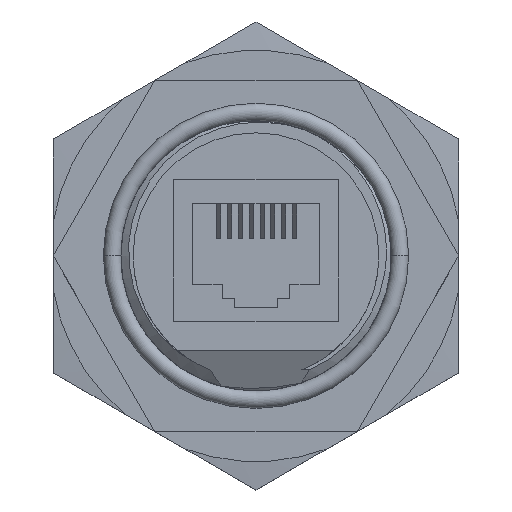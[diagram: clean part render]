
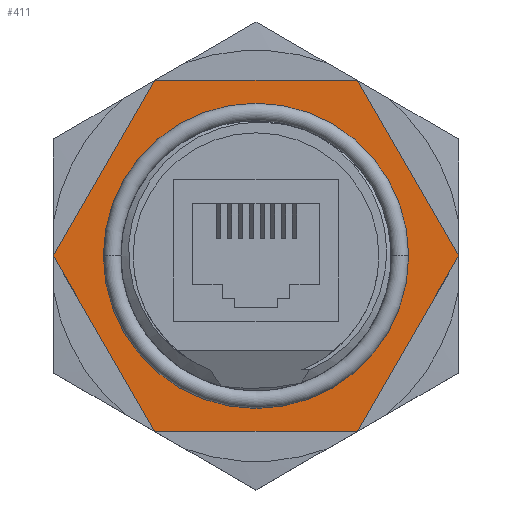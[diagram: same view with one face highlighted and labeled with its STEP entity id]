
A CAD part, top view. The second image highlights one B-rep face of the part: STEP entity #411.
In plain terms, the highlighted planar face has unit normal (0, 0, 1).
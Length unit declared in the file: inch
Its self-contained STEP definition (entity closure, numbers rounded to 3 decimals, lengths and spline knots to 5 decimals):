
#397 = ORIENTED_EDGE ( 'NONE', *, *, #524, .T. ) ;
#403 = EDGE_CURVE ( 'NONE', #462, #464, #4961, .T. ) ;
#410 = ORIENTED_EDGE ( 'NONE', *, *, #576, .T. ) ;
#411 = ADVANCED_FACE ( 'NONE', ( #5089, #5085 ), #5106, .F. ) ;
#431 = EDGE_CURVE ( 'NONE', #467, #462, #5057, .T. ) ;
#462 = VERTEX_POINT ( 'NONE', #5064 ) ;
#464 = VERTEX_POINT ( 'NONE', #5140 ) ;
#467 = VERTEX_POINT ( 'NONE', #5148 ) ;
#487 = VERTEX_POINT ( 'NONE', #5499 ) ;
#496 = VERTEX_POINT ( 'NONE', #5606 ) ;
#502 = EDGE_CURVE ( 'NONE', #496, #487, #5375, .T. ) ;
#524 = EDGE_CURVE ( 'NONE', #487, #467, #5407, .T. ) ;
#528 = ORIENTED_EDGE ( 'NONE', *, *, #502, .T. ) ;
#532 = ORIENTED_EDGE ( 'NONE', *, *, #2011, .F. ) ;
#545 = EDGE_CURVE ( 'NONE', #2025, #2099, #5502, .T. ) ;
#548 = EDGE_LOOP ( 'NONE', ( #553, #532 ) ) ;
#551 = ORIENTED_EDGE ( 'NONE', *, *, #431, .T. ) ;
#553 = ORIENTED_EDGE ( 'NONE', *, *, #545, .F. ) ;
#554 = ORIENTED_EDGE ( 'NONE', *, *, #403, .T. ) ;
#568 = EDGE_LOOP ( 'NONE', ( #598, #410, #528, #397, #551, #554 ) ) ;
#574 = VERTEX_POINT ( 'NONE', #5393 ) ;
#576 = EDGE_CURVE ( 'NONE', #574, #496, #5484, .T. ) ;
#596 = EDGE_CURVE ( 'NONE', #464, #574, #5157, .T. ) ;
#598 = ORIENTED_EDGE ( 'NONE', *, *, #596, .T. ) ;
#2011 = EDGE_CURVE ( 'NONE', #2099, #2025, #10376, .T. ) ;
#2025 = VERTEX_POINT ( 'NONE', #10545 ) ;
#2099 = VERTEX_POINT ( 'NONE', #10737 ) ;
#4961 = LINE ( 'NONE', #4978, #4977 ) ;
#4976 = DIRECTION ( 'NONE',  ( -0.5, -0.866, 0. ) ) ;
#4977 = VECTOR ( 'NONE', #4976, 39.37008 ) ;
#4978 = CARTESIAN_POINT ( 'NONE',  ( -0.7501, 0., 0. ) ) ;
#5057 = LINE ( 'NONE', #5122, #5120 ) ;
#5064 = CARTESIAN_POINT ( 'NONE',  ( -0.37505, 0.64961, 0. ) ) ;
#5084 = CARTESIAN_POINT ( 'NONE',  ( -1.12515, 0.64961, 0. ) ) ;
#5085 = FACE_BOUND ( 'NONE', #548, .T. ) ;
#5089 = FACE_OUTER_BOUND ( 'NONE', #568, .T. ) ;
#5090 = AXIS2_PLACEMENT_3D ( 'NONE', #5084, #5131, #5092 ) ;
#5092 = DIRECTION ( 'NONE',  ( -1., 0., 0. ) ) ;
#5106 = PLANE ( 'NONE',  #5090 ) ;
#5119 = DIRECTION ( 'NONE',  ( -1., 0., 0. ) ) ;
#5120 = VECTOR ( 'NONE', #5119, 39.37008 ) ;
#5122 = CARTESIAN_POINT ( 'NONE',  ( -0.37505, 0.64961, 0. ) ) ;
#5131 = DIRECTION ( 'NONE',  ( 0., 0., -1. ) ) ;
#5140 = CARTESIAN_POINT ( 'NONE',  ( -0.7501, 0., 0. ) ) ;
#5148 = CARTESIAN_POINT ( 'NONE',  ( 0.37505, 0.64961, 0. ) ) ;
#5151 = CARTESIAN_POINT ( 'NONE',  ( -0.37505, -0.64961, 0. ) ) ;
#5154 = DIRECTION ( 'NONE',  ( 0.5, -0.866, 0. ) ) ;
#5155 = VECTOR ( 'NONE', #5154, 39.37008 ) ;
#5157 = LINE ( 'NONE', #5151, #5155 ) ;
#5375 = LINE ( 'NONE', #5426, #5425 ) ;
#5379 = VECTOR ( 'NONE', #5549, 39.37008 ) ;
#5393 = CARTESIAN_POINT ( 'NONE',  ( -0.37505, -0.64961, 0. ) ) ;
#5402 = CARTESIAN_POINT ( 'NONE',  ( 0., 0., 0. ) ) ;
#5407 = LINE ( 'NONE', #5550, #5379 ) ;
#5424 = DIRECTION ( 'NONE',  ( 0.5, 0.866, 0. ) ) ;
#5425 = VECTOR ( 'NONE', #5424, 39.37008 ) ;
#5426 = CARTESIAN_POINT ( 'NONE',  ( 0.7501, 0., 0. ) ) ;
#5462 = VECTOR ( 'NONE', #5469, 39.37008 ) ;
#5469 = DIRECTION ( 'NONE',  ( 1., 0., 0. ) ) ;
#5470 = CARTESIAN_POINT ( 'NONE',  ( 0.37505, -0.64961, 0. ) ) ;
#5484 = LINE ( 'NONE', #5470, #5462 ) ;
#5495 = DIRECTION ( 'NONE',  ( -1., 0., 0. ) ) ;
#5496 = DIRECTION ( 'NONE',  ( 0., 0., 1. ) ) ;
#5497 = AXIS2_PLACEMENT_3D ( 'NONE', #5402, #5496, #5495 ) ;
#5499 = CARTESIAN_POINT ( 'NONE',  ( 0.7501, 0., 0. ) ) ;
#5502 = CIRCLE ( 'NONE', #5497, 0.5 ) ;
#5549 = DIRECTION ( 'NONE',  ( -0.5, 0.866, 0. ) ) ;
#5550 = CARTESIAN_POINT ( 'NONE',  ( 0.37505, 0.64961, 0. ) ) ;
#5606 = CARTESIAN_POINT ( 'NONE',  ( 0.37505, -0.64961, 0. ) ) ;
#10376 = CIRCLE ( 'NONE', #10464, 0.5 ) ;
#10461 = DIRECTION ( 'NONE',  ( -1., 0., 0. ) ) ;
#10462 = DIRECTION ( 'NONE',  ( 0., 0., 1. ) ) ;
#10463 = CARTESIAN_POINT ( 'NONE',  ( 0., 0., 0. ) ) ;
#10464 = AXIS2_PLACEMENT_3D ( 'NONE', #10463, #10462, #10461 ) ;
#10545 = CARTESIAN_POINT ( 'NONE',  ( -0.5, 0., 0. ) ) ;
#10737 = CARTESIAN_POINT ( 'NONE',  ( 0.5, 0., 0. ) ) ;
